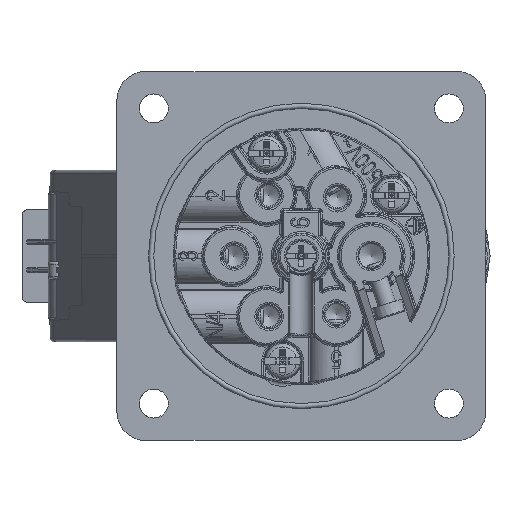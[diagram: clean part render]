
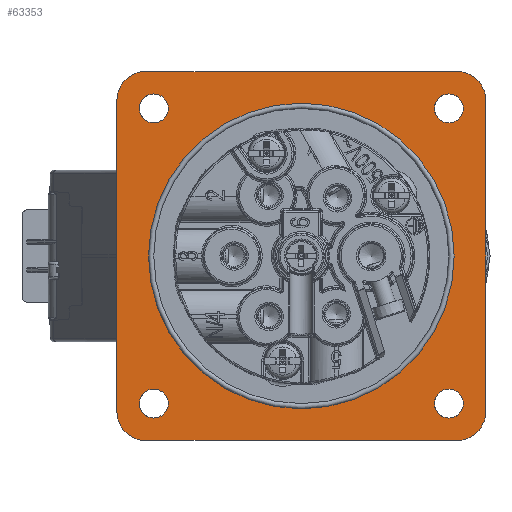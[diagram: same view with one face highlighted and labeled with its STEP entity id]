
A CAD part, left-side view. The second image highlights one B-rep face of the part: STEP entity #63353.
In plain terms, the highlighted planar face has unit normal (-1, 0, 0).
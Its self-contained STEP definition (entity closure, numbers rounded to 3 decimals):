
#331 = LINE ( 'NONE', #90774, #76914 ) ;
#424 = CIRCLE ( 'NONE', #70643, 2.75 ) ;
#1198 = ORIENTED_EDGE ( 'NONE', *, *, #91129, .F. ) ;
#1431 = AXIS2_PLACEMENT_3D ( 'NONE', #30371, #83745, #38006 ) ;
#2488 = DIRECTION ( 'NONE',  ( 0., 1., 0. ) ) ;
#2642 = CARTESIAN_POINT ( 'NONE',  ( -45.2, -28., 28. ) ) ;
#3250 = VERTEX_POINT ( 'NONE', #83351 ) ;
#3589 = VERTEX_POINT ( 'NONE', #44670 ) ;
#4771 = ORIENTED_EDGE ( 'NONE', *, *, #66876, .F. ) ;
#5886 = EDGE_CURVE ( 'NONE', #64951, #63684, #12628, .T. ) ;
#6027 = CARTESIAN_POINT ( 'NONE',  ( -45.2, 35., -35. ) ) ;
#8893 = FACE_BOUND ( 'NONE', #42089, .T. ) ;
#9230 = EDGE_CURVE ( 'NONE', #69475, #69475, #32687, .T. ) ;
#10387 = DIRECTION ( 'NONE',  ( 0., 0., 1. ) ) ;
#11297 = AXIS2_PLACEMENT_3D ( 'NONE', #19763, #73267, #27531 ) ;
#11320 = FACE_BOUND ( 'NONE', #35376, .T. ) ;
#12628 = LINE ( 'NONE', #85994, #28296 ) ;
#13060 = CARTESIAN_POINT ( 'NONE',  ( -45.2, 0., 0. ) ) ;
#13771 = DIRECTION ( 'NONE',  ( 0., -1., 0. ) ) ;
#13781 = CARTESIAN_POINT ( 'NONE',  ( -45.2, 35., -35. ) ) ;
#14270 = EDGE_CURVE ( 'NONE', #26461, #26461, #424, .T. ) ;
#14547 = EDGE_CURVE ( 'NONE', #84973, #84973, #47126, .T. ) ;
#14599 = DIRECTION ( 'NONE',  ( 0., 1., 0. ) ) ;
#15281 = EDGE_CURVE ( 'NONE', #41903, #20999, #31567, .T. ) ;
#16399 = CARTESIAN_POINT ( 'NONE',  ( -45.2, 29.5, -35. ) ) ;
#17675 = EDGE_CURVE ( 'NONE', #3589, #3589, #32637, .T. ) ;
#19503 = ORIENTED_EDGE ( 'NONE', *, *, #48165, .F. ) ;
#19763 = CARTESIAN_POINT ( 'NONE',  ( -45.2, -29.5, 29.5 ) ) ;
#20462 = DIRECTION ( 'NONE',  ( -1., 0., 0. ) ) ;
#20779 = DIRECTION ( 'NONE',  ( 0., -1., 0. ) ) ;
#20989 = CARTESIAN_POINT ( 'NONE',  ( -45.2, -29.5, -29.5 ) ) ;
#20999 = VERTEX_POINT ( 'NONE', #57087 ) ;
#21587 = CARTESIAN_POINT ( 'NONE',  ( -45.2, -28., -25.25 ) ) ;
#22700 = ORIENTED_EDGE ( 'NONE', *, *, #14547, .F. ) ;
#23739 = CARTESIAN_POINT ( 'NONE',  ( -45.2, 29.5, 35. ) ) ;
#24734 = DIRECTION ( 'NONE',  ( -1., 0., 0. ) ) ;
#25080 = VECTOR ( 'NONE', #2488, 1000. ) ;
#25237 = ORIENTED_EDGE ( 'NONE', *, *, #87701, .T. ) ;
#25921 = DIRECTION ( 'NONE',  ( -1., 0., 0. ) ) ;
#26461 = VERTEX_POINT ( 'NONE', #21587 ) ;
#27531 = DIRECTION ( 'NONE',  ( 0., -1., 0. ) ) ;
#28296 = VECTOR ( 'NONE', #40565, 1000. ) ;
#28758 = DIRECTION ( 'NONE',  ( 0., -1., 0. ) ) ;
#29358 = FACE_BOUND ( 'NONE', #37102, .T. ) ;
#29362 = CARTESIAN_POINT ( 'NONE',  ( -45.2, -28., 30.75 ) ) ;
#30371 = CARTESIAN_POINT ( 'NONE',  ( -45.2, 29.5, 29.5 ) ) ;
#30749 = EDGE_LOOP ( 'NONE', ( #84371 ) ) ;
#31567 = CIRCLE ( 'NONE', #1431, 5.5 ) ;
#32637 = CIRCLE ( 'NONE', #93823, 2.75 ) ;
#32687 = CIRCLE ( 'NONE', #58706, 29. ) ;
#35376 = EDGE_LOOP ( 'NONE', ( #22700 ) ) ;
#36535 = PLANE ( 'NONE',  #54717 ) ;
#37102 = EDGE_LOOP ( 'NONE', ( #76958 ) ) ;
#37477 = EDGE_LOOP ( 'NONE', ( #38945, #40743, #4771, #94216, #1198, #66971, #60670, #25237 ) ) ;
#37604 = DIRECTION ( 'NONE',  ( -1., 0., 0. ) ) ;
#38006 = DIRECTION ( 'NONE',  ( 0., -1., 0. ) ) ;
#38945 = ORIENTED_EDGE ( 'NONE', *, *, #43563, .T. ) ;
#40565 = DIRECTION ( 'NONE',  ( 0., 0., 1. ) ) ;
#40743 = ORIENTED_EDGE ( 'NONE', *, *, #15281, .T. ) ;
#41903 = VERTEX_POINT ( 'NONE', #23739 ) ;
#42089 = EDGE_LOOP ( 'NONE', ( #57863 ) ) ;
#43450 = EDGE_CURVE ( 'NONE', #59002, #64951, #61385, .T. ) ;
#43563 = EDGE_CURVE ( 'NONE', #94058, #41903, #331, .T. ) ;
#43600 = AXIS2_PLACEMENT_3D ( 'NONE', #20989, #74466, #28758 ) ;
#44323 = CARTESIAN_POINT ( 'NONE',  ( -45.2, -29., 0. ) ) ;
#44670 = CARTESIAN_POINT ( 'NONE',  ( -45.2, 28., -25.25 ) ) ;
#47126 = CIRCLE ( 'NONE', #84037, 2.75 ) ;
#48165 = EDGE_CURVE ( 'NONE', #89669, #89669, #73040, .T. ) ;
#48383 = CARTESIAN_POINT ( 'NONE',  ( -45.2, 35., -35. ) ) ;
#53511 = CIRCLE ( 'NONE', #11297, 5.5 ) ;
#54123 = LINE ( 'NONE', #13781, #92324 ) ;
#54717 = AXIS2_PLACEMENT_3D ( 'NONE', #6027, #59559, #13771 ) ;
#56197 = DIRECTION ( 'NONE',  ( -1., 0., 0. ) ) ;
#57087 = CARTESIAN_POINT ( 'NONE',  ( -45.2, 35., 29.5 ) ) ;
#57863 = ORIENTED_EDGE ( 'NONE', *, *, #14270, .F. ) ;
#58706 = AXIS2_PLACEMENT_3D ( 'NONE', #13060, #66619, #20779 ) ;
#59002 = VERTEX_POINT ( 'NONE', #60862 ) ;
#59559 = DIRECTION ( 'NONE',  ( 1., 0., 0. ) ) ;
#60360 = CIRCLE ( 'NONE', #75638, 5.5 ) ;
#60670 = ORIENTED_EDGE ( 'NONE', *, *, #5886, .T. ) ;
#60862 = CARTESIAN_POINT ( 'NONE',  ( -45.2, -29.5, -35. ) ) ;
#61385 = CIRCLE ( 'NONE', #43600, 5.5 ) ;
#61650 = CARTESIAN_POINT ( 'NONE',  ( -45.2, 28., 30.75 ) ) ;
#63353 = ADVANCED_FACE ( 'NONE', ( #8893, #11320, #69974, #29358, #87843, #67579 ), #36535, .F. ) ;
#63684 = VERTEX_POINT ( 'NONE', #99217 ) ;
#64951 = VERTEX_POINT ( 'NONE', #98914 ) ;
#65728 = AXIS2_PLACEMENT_3D ( 'NONE', #71685, #25921, #79312 ) ;
#65733 = LINE ( 'NONE', #48383, #25080 ) ;
#66318 = CARTESIAN_POINT ( 'NONE',  ( -45.2, 28., -28. ) ) ;
#66619 = DIRECTION ( 'NONE',  ( -1., 0., 0. ) ) ;
#66876 = EDGE_CURVE ( 'NONE', #3250, #20999, #54123, .T. ) ;
#66971 = ORIENTED_EDGE ( 'NONE', *, *, #43450, .T. ) ;
#67579 = FACE_BOUND ( 'NONE', #30749, .T. ) ;
#67654 = DIRECTION ( 'NONE',  ( 0., 0., 1. ) ) ;
#69475 = VERTEX_POINT ( 'NONE', #44323 ) ;
#69974 = FACE_BOUND ( 'NONE', #72573, .T. ) ;
#70514 = CARTESIAN_POINT ( 'NONE',  ( -45.2, -28., -28. ) ) ;
#70643 = AXIS2_PLACEMENT_3D ( 'NONE', #70514, #24734, #78149 ) ;
#71685 = CARTESIAN_POINT ( 'NONE',  ( -45.2, 28., 28. ) ) ;
#72573 = EDGE_LOOP ( 'NONE', ( #19503 ) ) ;
#73040 = CIRCLE ( 'NONE', #65728, 2.75 ) ;
#73267 = DIRECTION ( 'NONE',  ( -1., 0., 0. ) ) ;
#73964 = DIRECTION ( 'NONE',  ( 0., 0., 1. ) ) ;
#74466 = DIRECTION ( 'NONE',  ( -1., 0., 0. ) ) ;
#75638 = AXIS2_PLACEMENT_3D ( 'NONE', #83377, #37604, #90993 ) ;
#76914 = VECTOR ( 'NONE', #14599, 1000. ) ;
#76958 = ORIENTED_EDGE ( 'NONE', *, *, #17675, .F. ) ;
#77921 = VERTEX_POINT ( 'NONE', #16399 ) ;
#78149 = DIRECTION ( 'NONE',  ( 0., 0., 1. ) ) ;
#78703 = EDGE_CURVE ( 'NONE', #3250, #77921, #60360, .T. ) ;
#79312 = DIRECTION ( 'NONE',  ( 0., 0., 1. ) ) ;
#83351 = CARTESIAN_POINT ( 'NONE',  ( -45.2, 35., -29.5 ) ) ;
#83377 = CARTESIAN_POINT ( 'NONE',  ( -45.2, 29.5, -29.5 ) ) ;
#83745 = DIRECTION ( 'NONE',  ( -1., 0., 0. ) ) ;
#84037 = AXIS2_PLACEMENT_3D ( 'NONE', #2642, #56197, #10387 ) ;
#84371 = ORIENTED_EDGE ( 'NONE', *, *, #9230, .F. ) ;
#84973 = VERTEX_POINT ( 'NONE', #29362 ) ;
#85994 = CARTESIAN_POINT ( 'NONE',  ( -45.2, -35., -35. ) ) ;
#87701 = EDGE_CURVE ( 'NONE', #63684, #94058, #53511, .T. ) ;
#87843 = FACE_OUTER_BOUND ( 'NONE', #37477, .T. ) ;
#89251 = CARTESIAN_POINT ( 'NONE',  ( -45.2, -29.5, 35. ) ) ;
#89669 = VERTEX_POINT ( 'NONE', #61650 ) ;
#90774 = CARTESIAN_POINT ( 'NONE',  ( -45.2, 35., 35. ) ) ;
#90993 = DIRECTION ( 'NONE',  ( 0., -1., 0. ) ) ;
#91129 = EDGE_CURVE ( 'NONE', #59002, #77921, #65733, .T. ) ;
#92324 = VECTOR ( 'NONE', #67654, 1000. ) ;
#93823 = AXIS2_PLACEMENT_3D ( 'NONE', #66318, #20462, #73964 ) ;
#94058 = VERTEX_POINT ( 'NONE', #89251 ) ;
#94216 = ORIENTED_EDGE ( 'NONE', *, *, #78703, .T. ) ;
#98914 = CARTESIAN_POINT ( 'NONE',  ( -45.2, -35., -29.5 ) ) ;
#99217 = CARTESIAN_POINT ( 'NONE',  ( -45.2, -35., 29.5 ) ) ;
